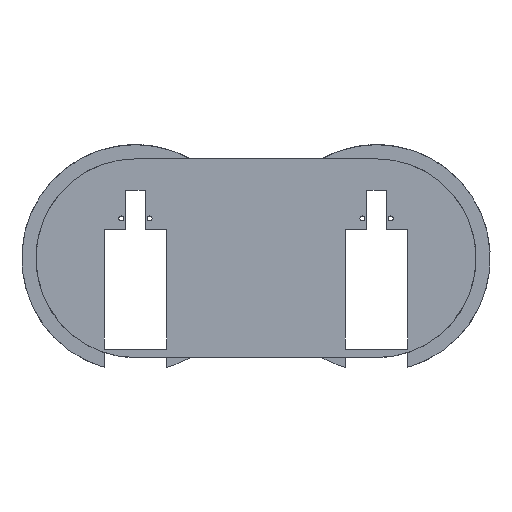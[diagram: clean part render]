
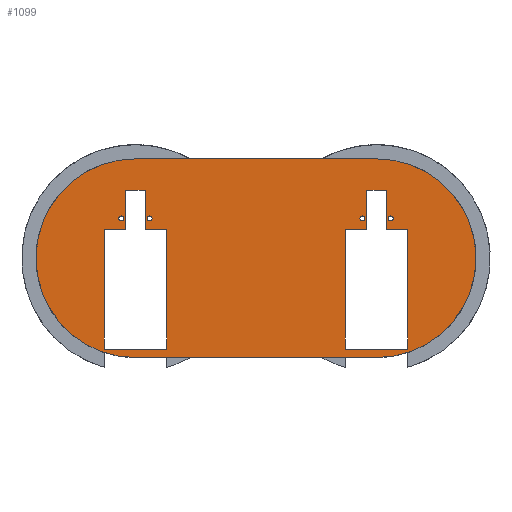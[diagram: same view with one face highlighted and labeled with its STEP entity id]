
A CAD part, left-side view. The second image highlights one B-rep face of the part: STEP entity #1099.
In plain terms, the highlighted planar face has unit normal (-1, 0, 0).
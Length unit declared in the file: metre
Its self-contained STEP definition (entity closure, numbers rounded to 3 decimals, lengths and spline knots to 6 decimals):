
#53=PLANE('',#1216);
#92=LINE('',#1748,#174);
#101=LINE('',#1799,#183);
#104=LINE('',#1809,#186);
#106=LINE('',#1813,#188);
#108=LINE('',#1817,#190);
#110=LINE('',#1821,#192);
#113=LINE('',#1827,#195);
#114=LINE('',#1833,#196);
#117=LINE('',#1840,#199);
#120=LINE('',#1850,#202);
#122=LINE('',#1854,#204);
#124=LINE('',#1858,#206);
#126=LINE('',#1862,#208);
#129=LINE('',#1868,#211);
#130=LINE('',#1874,#212);
#131=LINE('',#1882,#213);
#132=LINE('',#1884,#214);
#135=LINE('',#1890,#217);
#174=VECTOR('',#1373,1.);
#183=VECTOR('',#1406,1.);
#186=VECTOR('',#1415,1.);
#188=VECTOR('',#1419,1.);
#190=VECTOR('',#1423,1.);
#192=VECTOR('',#1427,1.);
#195=VECTOR('',#1432,1.);
#196=VECTOR('',#1439,1.);
#199=VECTOR('',#1448,1.);
#202=VECTOR('',#1457,1.);
#204=VECTOR('',#1461,1.);
#206=VECTOR('',#1465,1.);
#208=VECTOR('',#1469,1.);
#211=VECTOR('',#1474,1.);
#212=VECTOR('',#1481,1.);
#213=VECTOR('',#1492,1.);
#214=VECTOR('',#1495,1.);
#217=VECTOR('',#1504,1.);
#460=ORIENTED_EDGE('',*,*,#656,.T.);
#461=ORIENTED_EDGE('',*,*,#626,.T.);
#462=ORIENTED_EDGE('',*,*,#629,.F.);
#463=ORIENTED_EDGE('',*,*,#632,.T.);
#464=ORIENTED_EDGE('',*,*,#615,.F.);
#465=ORIENTED_EDGE('',*,*,#620,.F.);
#466=ORIENTED_EDGE('',*,*,#622,.T.);
#467=ORIENTED_EDGE('',*,*,#624,.F.);
#468=ORIENTED_EDGE('',*,*,#655,.T.);
#469=ORIENTED_EDGE('',*,*,#646,.T.);
#470=ORIENTED_EDGE('',*,*,#649,.F.);
#471=ORIENTED_EDGE('',*,*,#652,.T.);
#472=ORIENTED_EDGE('',*,*,#635,.F.);
#473=ORIENTED_EDGE('',*,*,#640,.F.);
#474=ORIENTED_EDGE('',*,*,#642,.T.);
#475=ORIENTED_EDGE('',*,*,#644,.F.);
#476=ORIENTED_EDGE('',*,*,#612,.F.);
#477=ORIENTED_EDGE('',*,*,#613,.F.);
#478=ORIENTED_EDGE('',*,*,#653,.F.);
#479=ORIENTED_EDGE('',*,*,#654,.F.);
#480=ORIENTED_EDGE('',*,*,#595,.F.);
#481=ORIENTED_EDGE('',*,*,#659,.T.);
#482=ORIENTED_EDGE('',*,*,#606,.T.);
#483=ORIENTED_EDGE('',*,*,#600,.F.);
#595=EDGE_CURVE('',#730,#731,#794,.T.);
#600=EDGE_CURVE('',#731,#735,#92,.T.);
#606=EDGE_CURVE('',#739,#735,#798,.T.);
#612=EDGE_CURVE('',#740,#740,#800,.T.);
#613=EDGE_CURVE('',#741,#741,#801,.T.);
#615=EDGE_CURVE('',#742,#743,#101,.T.);
#620=EDGE_CURVE('',#746,#742,#104,.T.);
#622=EDGE_CURVE('',#746,#747,#106,.T.);
#624=EDGE_CURVE('',#748,#747,#108,.T.);
#626=EDGE_CURVE('',#750,#749,#110,.T.);
#629=EDGE_CURVE('',#751,#749,#113,.T.);
#632=EDGE_CURVE('',#751,#743,#114,.T.);
#635=EDGE_CURVE('',#754,#755,#117,.T.);
#640=EDGE_CURVE('',#758,#754,#120,.T.);
#642=EDGE_CURVE('',#758,#759,#122,.T.);
#644=EDGE_CURVE('',#760,#759,#124,.T.);
#646=EDGE_CURVE('',#762,#761,#126,.T.);
#649=EDGE_CURVE('',#763,#761,#129,.T.);
#652=EDGE_CURVE('',#763,#755,#130,.T.);
#653=EDGE_CURVE('',#766,#766,#810,.T.);
#654=EDGE_CURVE('',#767,#767,#811,.T.);
#655=EDGE_CURVE('',#760,#762,#131,.T.);
#656=EDGE_CURVE('',#748,#750,#132,.T.);
#659=EDGE_CURVE('',#730,#739,#135,.T.);
#730=VERTEX_POINT('',#1737);
#731=VERTEX_POINT('',#1739);
#735=VERTEX_POINT('',#1749);
#739=VERTEX_POINT('',#1780);
#740=VERTEX_POINT('',#1792);
#741=VERTEX_POINT('',#1795);
#742=VERTEX_POINT('',#1798);
#743=VERTEX_POINT('',#1800);
#746=VERTEX_POINT('',#1808);
#747=VERTEX_POINT('',#1812);
#748=VERTEX_POINT('',#1816);
#749=VERTEX_POINT('',#1820);
#750=VERTEX_POINT('',#1822);
#751=VERTEX_POINT('',#1826);
#754=VERTEX_POINT('',#1839);
#755=VERTEX_POINT('',#1841);
#758=VERTEX_POINT('',#1849);
#759=VERTEX_POINT('',#1853);
#760=VERTEX_POINT('',#1857);
#761=VERTEX_POINT('',#1861);
#762=VERTEX_POINT('',#1863);
#763=VERTEX_POINT('',#1867);
#766=VERTEX_POINT('',#1877);
#767=VERTEX_POINT('',#1880);
#794=CIRCLE('',#1167,0.035);
#798=CIRCLE('',#1173,0.035);
#800=CIRCLE('',#1180,0.000875);
#801=CIRCLE('',#1182,0.000875);
#810=CIRCLE('',#1208,0.000875);
#811=CIRCLE('',#1210,0.000875);
#885=EDGE_LOOP('',(#460,#461,#462,#463,#464,#465,#466,#467));
#886=EDGE_LOOP('',(#468,#469,#470,#471,#472,#473,#474,#475));
#887=EDGE_LOOP('',(#476));
#888=EDGE_LOOP('',(#477));
#889=EDGE_LOOP('',(#478));
#890=EDGE_LOOP('',(#479));
#891=EDGE_LOOP('',(#480,#481,#482,#483));
#993=FACE_BOUND('',#885,.T.);
#994=FACE_BOUND('',#886,.T.);
#995=FACE_BOUND('',#887,.T.);
#996=FACE_BOUND('',#888,.T.);
#997=FACE_BOUND('',#889,.T.);
#998=FACE_BOUND('',#890,.T.);
#999=FACE_BOUND('',#891,.T.);
#1099=ADVANCED_FACE('',(#993,#994,#995,#996,#997,#998,#999),#53,.T.);
#1167=AXIS2_PLACEMENT_3D('',#1738,#1362,#1363);
#1173=AXIS2_PLACEMENT_3D('',#1779,#1379,#1380);
#1180=AXIS2_PLACEMENT_3D('',#1791,#1397,#1398);
#1182=AXIS2_PLACEMENT_3D('',#1794,#1401,#1402);
#1208=AXIS2_PLACEMENT_3D('',#1876,#1484,#1485);
#1210=AXIS2_PLACEMENT_3D('',#1879,#1488,#1489);
#1216=AXIS2_PLACEMENT_3D('',#1891,#1505,#1506);
#1362=DIRECTION('',(1.,0.,0.));
#1363=DIRECTION('',(0.,0.,1.));
#1373=DIRECTION('',(0.,-1.,0.));
#1379=DIRECTION('',(-1.,0.,0.));
#1380=DIRECTION('',(0.,0.,1.));
#1397=DIRECTION('',(-1.,0.,0.));
#1398=DIRECTION('',(0.,0.,1.));
#1401=DIRECTION('',(-1.,0.,0.));
#1402=DIRECTION('',(0.,0.,1.));
#1406=DIRECTION('',(0.,-1.,0.));
#1415=DIRECTION('',(0.,0.,-1.));
#1419=DIRECTION('',(0.,-1.,0.));
#1423=DIRECTION('',(0.,0.,-1.));
#1427=DIRECTION('',(0.,0.,-1.));
#1432=DIRECTION('',(0.,1.,0.));
#1439=DIRECTION('',(0.,0.,-1.));
#1448=DIRECTION('',(0.,-1.,0.));
#1457=DIRECTION('',(0.,0.,-1.));
#1461=DIRECTION('',(0.,-1.,0.));
#1465=DIRECTION('',(0.,0.,-1.));
#1469=DIRECTION('',(0.,0.,-1.));
#1474=DIRECTION('',(0.,1.,0.));
#1481=DIRECTION('',(0.,0.,-1.));
#1484=DIRECTION('',(-1.,0.,0.));
#1485=DIRECTION('',(0.,0.,1.));
#1488=DIRECTION('',(-1.,0.,0.));
#1489=DIRECTION('',(0.,0.,1.));
#1492=DIRECTION('',(0.,-1.,0.));
#1495=DIRECTION('',(0.,-1.,0.));
#1504=DIRECTION('',(0.,-1.,0.));
#1505=DIRECTION('',(-1.,0.,0.));
#1506=DIRECTION('',(0.,-1.,0.));
#1737=CARTESIAN_POINT('',(-0.308,0.0425,-0.035));
#1738=CARTESIAN_POINT('',(-0.308,0.0425,0.));
#1739=CARTESIAN_POINT('',(-0.308,0.0425,0.035));
#1748=CARTESIAN_POINT('',(-0.308,0.,0.035));
#1749=CARTESIAN_POINT('',(-0.308,-0.0425,0.035));
#1779=CARTESIAN_POINT('',(-0.308,-0.0425,0.));
#1780=CARTESIAN_POINT('',(-0.308,-0.0425,-0.035));
#1791=CARTESIAN_POINT('',(-0.308,0.0475,0.014));
#1792=CARTESIAN_POINT('',(-0.308,0.0475,0.014875));
#1794=CARTESIAN_POINT('',(-0.308,0.0375,0.014));
#1795=CARTESIAN_POINT('',(-0.308,0.0375,0.014875));
#1798=CARTESIAN_POINT('',(-0.308,0.0535,-0.032));
#1799=CARTESIAN_POINT('',(-0.308,0.,-0.032));
#1800=CARTESIAN_POINT('',(-0.308,0.0315,-0.032));
#1808=CARTESIAN_POINT('',(-0.308,0.0535,0.01));
#1809=CARTESIAN_POINT('',(-0.308,0.0535,0.));
#1812=CARTESIAN_POINT('',(-0.308,0.046,0.01));
#1813=CARTESIAN_POINT('',(-0.308,0.,0.01));
#1816=CARTESIAN_POINT('',(-0.308,0.046,0.024));
#1817=CARTESIAN_POINT('',(-0.308,0.046,0.));
#1820=CARTESIAN_POINT('',(-0.308,0.039,0.01));
#1821=CARTESIAN_POINT('',(-0.308,0.039,0.));
#1822=CARTESIAN_POINT('',(-0.308,0.039,0.024));
#1826=CARTESIAN_POINT('',(-0.308,0.0315,0.01));
#1827=CARTESIAN_POINT('',(-0.308,0.,0.01));
#1833=CARTESIAN_POINT('',(-0.308,0.0315,0.));
#1839=CARTESIAN_POINT('',(-0.308,-0.0315,-0.032));
#1840=CARTESIAN_POINT('',(-0.308,0.,-0.032));
#1841=CARTESIAN_POINT('',(-0.308,-0.0535,-0.032));
#1849=CARTESIAN_POINT('',(-0.308,-0.0315,0.01));
#1850=CARTESIAN_POINT('',(-0.308,-0.0315,0.));
#1853=CARTESIAN_POINT('',(-0.308,-0.039,0.01));
#1854=CARTESIAN_POINT('',(-0.308,0.,0.01));
#1857=CARTESIAN_POINT('',(-0.308,-0.039,0.024));
#1858=CARTESIAN_POINT('',(-0.308,-0.039,0.));
#1861=CARTESIAN_POINT('',(-0.308,-0.046,0.01));
#1862=CARTESIAN_POINT('',(-0.308,-0.046,0.));
#1863=CARTESIAN_POINT('',(-0.308,-0.046,0.024));
#1867=CARTESIAN_POINT('',(-0.308,-0.0535,0.01));
#1868=CARTESIAN_POINT('',(-0.308,0.,0.01));
#1874=CARTESIAN_POINT('',(-0.308,-0.0535,0.));
#1876=CARTESIAN_POINT('',(-0.308,-0.0475,0.014));
#1877=CARTESIAN_POINT('',(-0.308,-0.0475,0.014875));
#1879=CARTESIAN_POINT('',(-0.308,-0.0375,0.014));
#1880=CARTESIAN_POINT('',(-0.308,-0.0375,0.014875));
#1882=CARTESIAN_POINT('',(-0.308,0.,0.024));
#1884=CARTESIAN_POINT('',(-0.308,0.,0.024));
#1890=CARTESIAN_POINT('',(-0.308,0.,-0.035));
#1891=CARTESIAN_POINT('',(-0.308,0.,0.));
